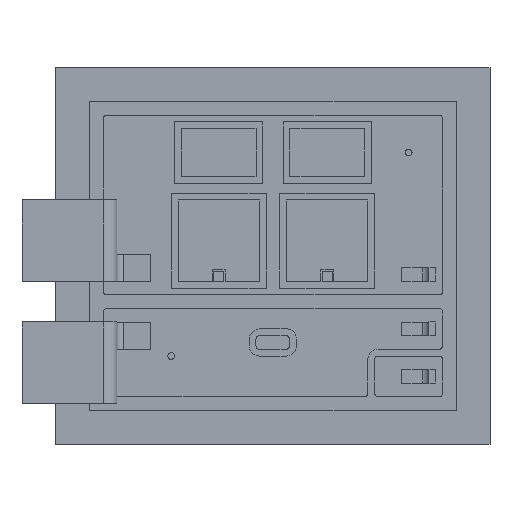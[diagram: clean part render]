
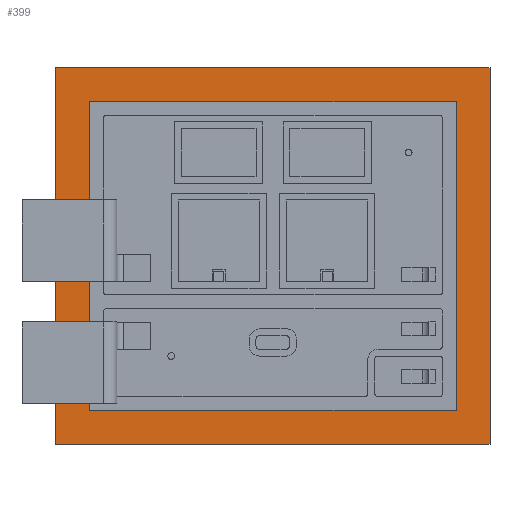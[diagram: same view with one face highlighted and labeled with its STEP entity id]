
A CAD part, top view. The second image highlights one B-rep face of the part: STEP entity #399.
In plain terms, the highlighted planar face has unit normal (0, 0, 1).
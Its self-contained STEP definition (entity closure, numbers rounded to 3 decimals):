
#120=B_SPLINE_CURVE_WITH_KNOTS('',1,(#4598,#4599),.UNSPECIFIED.,.F.,.F.,
(2,2),(0.,54.),.UNSPECIFIED.);
#124=B_SPLINE_CURVE_WITH_KNOTS('',1,(#4606,#4607),.UNSPECIFIED.,.F.,.F.,
(2,2),(54.,59.),.UNSPECIFIED.);
#127=B_SPLINE_CURVE_WITH_KNOTS('',1,(#4612,#4613),.UNSPECIFIED.,.F.,.F.,
(2,2),(59.,64.),.UNSPECIFIED.);
#129=B_SPLINE_CURVE_WITH_KNOTS('',1,(#4616,#4617),.UNSPECIFIED.,.F.,.F.,
(2,2),(64.,69.),.UNSPECIFIED.);
#399=ADVANCED_FACE('',(#593),#2909,.T.);
#593=FACE_OUTER_BOUND('',#787,.T.);
#787=EDGE_LOOP('',(#1258,#1259,#1260,#1261));
#1258=ORIENTED_EDGE('',*,*,#2020,.T.);
#1259=ORIENTED_EDGE('',*,*,#2024,.T.);
#1260=ORIENTED_EDGE('',*,*,#2027,.T.);
#1261=ORIENTED_EDGE('',*,*,#2029,.T.);
#2020=EDGE_CURVE('',#2669,#2668,#120,.T.);
#2024=EDGE_CURVE('',#2668,#2671,#124,.T.);
#2027=EDGE_CURVE('',#2671,#2673,#127,.T.);
#2029=EDGE_CURVE('',#2673,#2669,#129,.T.);
#2668=VERTEX_POINT('',#4588);
#2669=VERTEX_POINT('',#4589);
#2671=VERTEX_POINT('',#4591);
#2673=VERTEX_POINT('',#4593);
#2909=PLANE('',#3634);
#3634=AXIS2_PLACEMENT_3D('',#4585,#3767,$);
#3767=DIRECTION('',(0.,0.,1.));
#4585=CARTESIAN_POINT('',(-32.,-27.75,3.));
#4588=CARTESIAN_POINT('',(32.,-27.75,3.));
#4589=CARTESIAN_POINT('',(-32.,-27.75,3.));
#4591=CARTESIAN_POINT('',(32.,27.75,3.));
#4593=CARTESIAN_POINT('',(-32.,27.75,3.));
#4598=CARTESIAN_POINT('',(-32.,-27.75,3.));
#4599=CARTESIAN_POINT('',(32.,-27.75,3.));
#4606=CARTESIAN_POINT('',(32.,-27.75,3.));
#4607=CARTESIAN_POINT('',(32.,27.75,3.));
#4612=CARTESIAN_POINT('',(32.,27.75,3.));
#4613=CARTESIAN_POINT('',(-32.,27.75,3.));
#4616=CARTESIAN_POINT('',(-32.,27.75,3.));
#4617=CARTESIAN_POINT('',(-32.,-27.75,3.));
